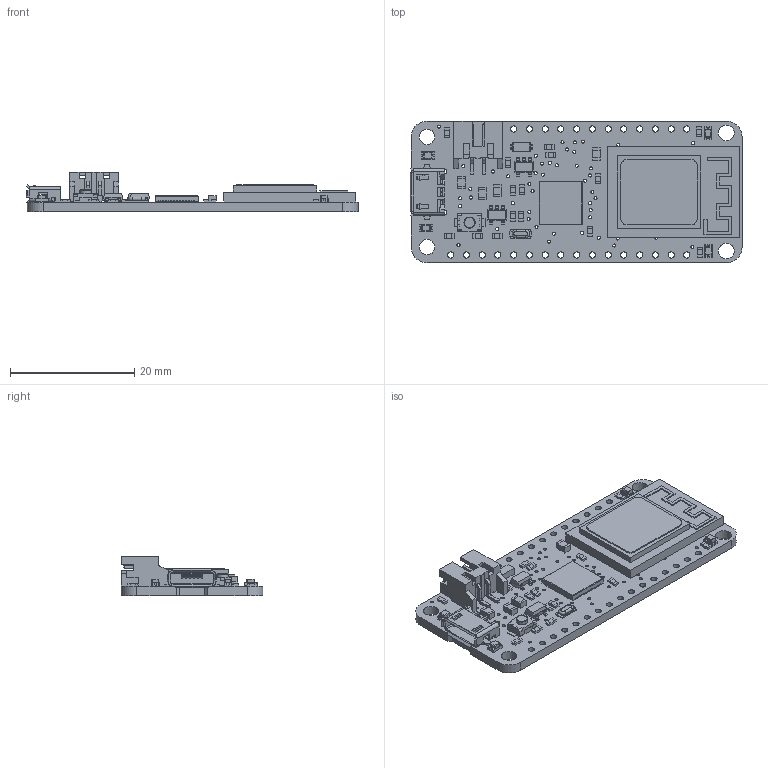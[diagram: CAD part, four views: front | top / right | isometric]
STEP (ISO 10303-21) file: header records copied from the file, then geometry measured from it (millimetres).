
FILE_DESCRIPTION(/* description */ (''),/* implementation_level */ '2;1');
FILE_NAME(/* name */ '3010 Adafruit Feather M0 WiFi.step',/* time_stamp */ '2018-10-03T21:59:39-04:00',/* author */ ('Adafruit'),/* organization */ (''),/* preprocessor_version */ 'ST-DEVELOPER v17.2',/* originating_system */ 'Autodesk Translation Framework v7.6.0.251',/* authorisation */ '');
FILE_SCHEMA (('AUTOMOTIVE_DESIGN { 1 0 10303 214 3 1 1 }'));
Length unit declared in the file: millimetre
Products named in the file (16): Adafruit Feather M0 WiFi; PCB Component; Board; 10uF; 1k; GREEN; SPST_TACT-KMR2; microUSB; MCP73831T-2ACI/OT; MBR120; 1X16_ROUND; JSTPH; ATSAMD21G18_QFN; 32.768; ATWINC1500_MR210PA; FEATHERLOGO
Assembly tree (36 placements, depth 3):
  Adafruit Feather M0 WiFi
    PCB Component
      Board
      10uF  x4
      1k  x15
      GREEN  x4
      SPST_TACT-KMR2
      microUSB
      MCP73831T-2ACI/OT  x2
      MBR120
      1X16_ROUND
      JSTPH
      ATSAMD21G18_QFN
      32.768
      ATWINC1500_MR210PA
      FEATHERLOGO
Bounding box: 53.55 x 22.86 x 6.37 mm (x, y, z)
Volume: 2751.8 mm3; surface area: 5499 mm2
Topology: 64 solids, 64 shells, 1907 faces, 5234 edges, 3415 vertices
Faces by surface type: plane 1541, cylinder 347, sphere 16, torus 2, cone 1
Full cylindrical faces by diameter (mm): 0.35 x2, 0.5 x72, 0.7 x2, 0.8 x2, 1 x28, 1.8 x1, 2.5 x2, 2.54 x2
Entity records: 47634 total; most frequent: CARTESIAN_POINT 8130, ORIENTED_EDGE 8010, DIRECTION 7594, EDGE_CURVE 4005, LINE 3388, VECTOR 3388, VERTEX_POINT 2623, AXIS2_PLACEMENT_3D 2103
